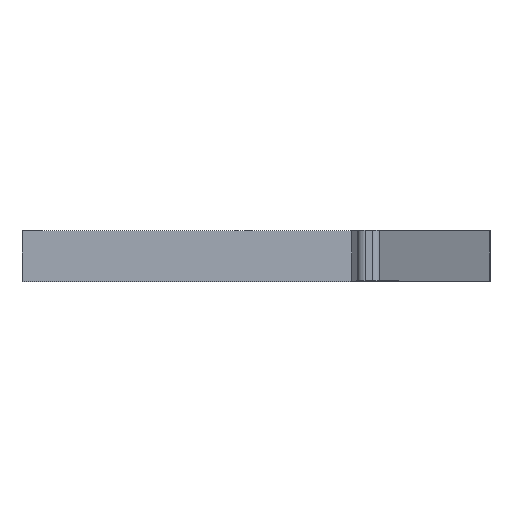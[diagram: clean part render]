
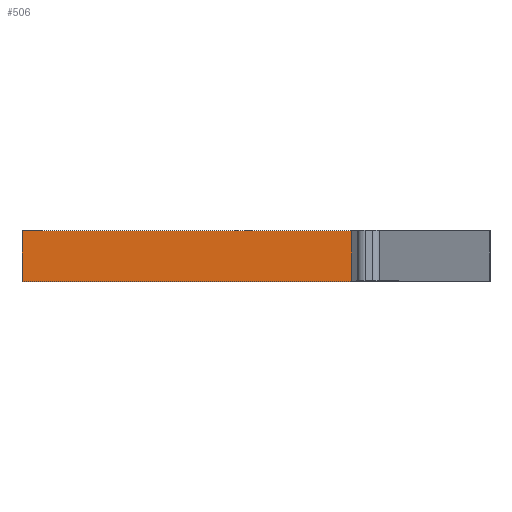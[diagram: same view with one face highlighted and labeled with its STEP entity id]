
A CAD part, top view. The second image highlights one B-rep face of the part: STEP entity #506.
In plain terms, the highlighted planar face has unit normal (0, 0, 1).
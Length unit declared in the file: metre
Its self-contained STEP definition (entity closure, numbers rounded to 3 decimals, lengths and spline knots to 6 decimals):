
#148=ORIENTED_EDGE('',*,*,#212,.F.);
#149=ORIENTED_EDGE('',*,*,#216,.T.);
#150=ORIENTED_EDGE('',*,*,#219,.T.);
#151=ORIENTED_EDGE('',*,*,#221,.F.);
#212=EDGE_CURVE('',#260,#261,#318,.T.);
#216=EDGE_CURVE('',#260,#263,#322,.T.);
#219=EDGE_CURVE('',#263,#265,#325,.T.);
#221=EDGE_CURVE('',#261,#265,#327,.T.);
#260=VERTEX_POINT('',#854);
#261=VERTEX_POINT('',#856);
#263=VERTEX_POINT('',#862);
#265=VERTEX_POINT('',#868);
#318=LINE('',#855,#380);
#322=LINE('',#863,#384);
#325=LINE('',#869,#387);
#327=LINE('',#872,#389);
#380=VECTOR('',#711,1.);
#384=VECTOR('',#717,1.);
#387=VECTOR('',#722,1.);
#389=VECTOR('',#726,1.);
#418=EDGE_LOOP('',(#148,#149,#150,#151));
#448=FACE_BOUND('',#418,.T.);
#476=PLANE('',#591);
#506=ADVANCED_FACE('',(#448),#476,.T.);
#591=AXIS2_PLACEMENT_3D('',#873,#727,#728);
#711=DIRECTION('',(1.,0.,0.));
#717=DIRECTION('',(0.,-1.,0.));
#722=DIRECTION('',(1.,0.,0.));
#726=DIRECTION('',(0.,-1.,0.));
#727=DIRECTION('',(0.,0.,1.));
#728=DIRECTION('',(1.,0.,0.));
#854=CARTESIAN_POINT('',(-0.022957,-0.008214,0.004));
#855=CARTESIAN_POINT('',(-0.021957,-0.008214,0.004));
#856=CARTESIAN_POINT('',(0.023043,-0.008214,0.004));
#862=CARTESIAN_POINT('',(-0.022957,-0.013214,0.004));
#863=CARTESIAN_POINT('',(-0.022957,-0.010714,0.004));
#868=CARTESIAN_POINT('',(0.023043,-0.013214,0.004));
#869=CARTESIAN_POINT('',(-0.021957,-0.013214,0.004));
#872=CARTESIAN_POINT('',(0.023043,-0.010714,0.004));
#873=CARTESIAN_POINT('',(0.000043,-0.010714,0.004));
